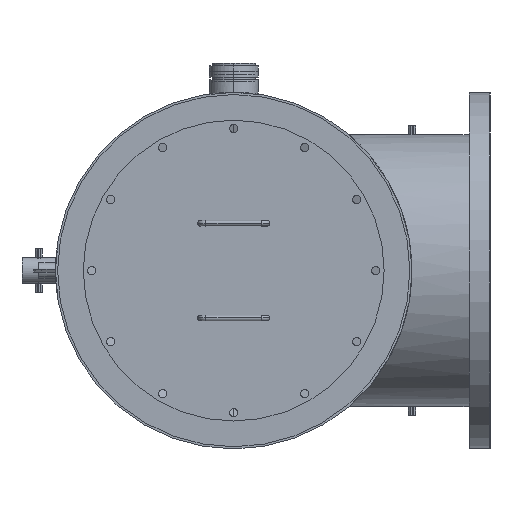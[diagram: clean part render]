
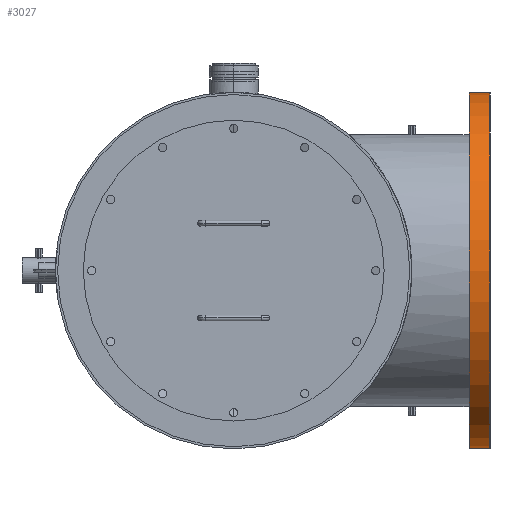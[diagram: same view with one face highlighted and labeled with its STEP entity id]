
A CAD part, left-side view. The second image highlights one B-rep face of the part: STEP entity #3027.
In plain terms, the highlighted cylindrical face has radius 406.4 mm (diameter 812.8 mm), a partial arc.
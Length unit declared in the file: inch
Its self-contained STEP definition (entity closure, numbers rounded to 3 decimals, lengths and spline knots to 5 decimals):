
#279 = CARTESIAN_POINT ( 'NONE',  ( 20.66, -21.12, -16. ) ) ;
#416 = ORIENTED_EDGE ( 'NONE', *, *, #9604, .F. ) ;
#533 = DIRECTION ( 'NONE',  ( 0., -1., 0. ) ) ;
#555 = CARTESIAN_POINT ( 'NONE',  ( 20.66, -21.12, 0. ) ) ;
#742 = ORIENTED_EDGE ( 'NONE', *, *, #5942, .F. ) ;
#1760 = VECTOR ( 'NONE', #11550, 39.37008 ) ;
#2741 = CARTESIAN_POINT ( 'NONE',  ( 20.66, -21.12, 0. ) ) ;
#2931 = LINE ( 'NONE', #12777, #11978 ) ;
#3027 = ADVANCED_FACE ( 'NONE', ( #4592 ), #6327, .T. ) ;
#3500 = CIRCLE ( 'NONE', #9585, 16. ) ;
#3766 = DIRECTION ( 'NONE',  ( 0., -1., 0. ) ) ;
#3819 = DIRECTION ( 'NONE',  ( 0., 0., -1. ) ) ;
#4592 = FACE_OUTER_BOUND ( 'NONE', #11296, .T. ) ;
#5039 = ORIENTED_EDGE ( 'NONE', *, *, #13127, .T. ) ;
#5857 = CARTESIAN_POINT ( 'NONE',  ( 20.66, -23., -16. ) ) ;
#5942 = EDGE_CURVE ( 'NONE', #13466, #7300, #3500, .T. ) ;
#5970 = CARTESIAN_POINT ( 'NONE',  ( 20.66, -21.12, -16. ) ) ;
#6111 = AXIS2_PLACEMENT_3D ( 'NONE', #2741, #533, #9393 ) ;
#6272 = CARTESIAN_POINT ( 'NONE',  ( 20.66, -21.12, 16. ) ) ;
#6327 = CYLINDRICAL_SURFACE ( 'NONE', #12846, 16. ) ;
#7215 = DIRECTION ( 'NONE',  ( 0., -1., 0. ) ) ;
#7223 = DIRECTION ( 'NONE',  ( 0., 0., -1. ) ) ;
#7300 = VERTEX_POINT ( 'NONE', #5857 ) ;
#7309 = LINE ( 'NONE', #5970, #1760 ) ;
#7881 = EDGE_CURVE ( 'NONE', #13054, #7300, #7309, .T. ) ;
#8159 = DIRECTION ( 'NONE',  ( 0., -1., 0. ) ) ;
#9026 = ORIENTED_EDGE ( 'NONE', *, *, #7881, .T. ) ;
#9393 = DIRECTION ( 'NONE',  ( 0., 0., -1. ) ) ;
#9585 = AXIS2_PLACEMENT_3D ( 'NONE', #10461, #3766, #3819 ) ;
#9604 = EDGE_CURVE ( 'NONE', #12705, #13466, #2931, .T. ) ;
#9645 = CIRCLE ( 'NONE', #6111, 16. ) ;
#9946 = CARTESIAN_POINT ( 'NONE',  ( 20.66, -23., 16. ) ) ;
#10461 = CARTESIAN_POINT ( 'NONE',  ( 20.66, -23., 0. ) ) ;
#11296 = EDGE_LOOP ( 'NONE', ( #416, #5039, #9026, #742 ) ) ;
#11550 = DIRECTION ( 'NONE',  ( 0., -1., 0. ) ) ;
#11978 = VECTOR ( 'NONE', #7215, 39.37008 ) ;
#12705 = VERTEX_POINT ( 'NONE', #6272 ) ;
#12777 = CARTESIAN_POINT ( 'NONE',  ( 20.66, -21.12, 16. ) ) ;
#12846 = AXIS2_PLACEMENT_3D ( 'NONE', #555, #8159, #7223 ) ;
#13054 = VERTEX_POINT ( 'NONE', #279 ) ;
#13127 = EDGE_CURVE ( 'NONE', #12705, #13054, #9645, .T. ) ;
#13466 = VERTEX_POINT ( 'NONE', #9946 ) ;
